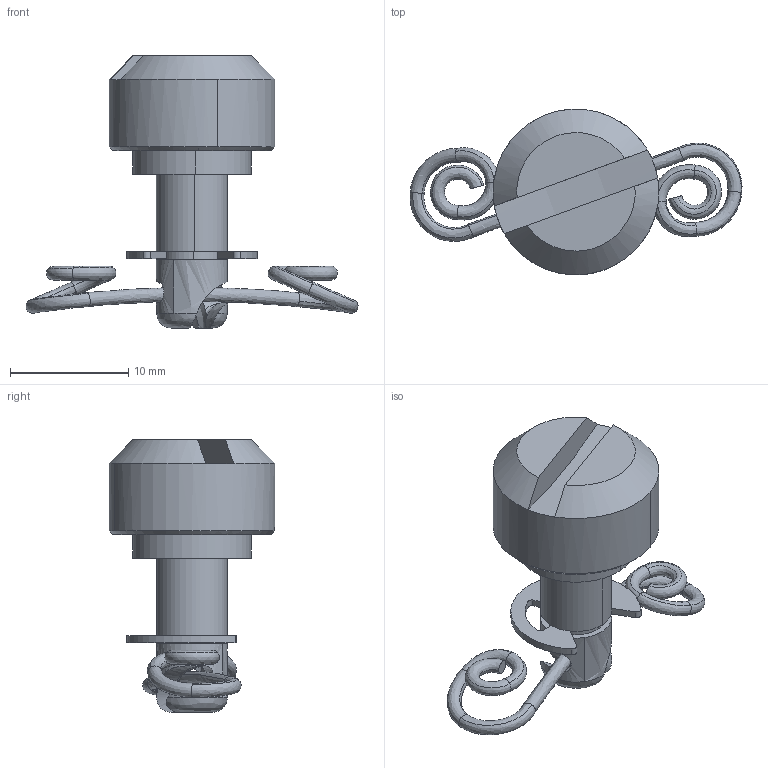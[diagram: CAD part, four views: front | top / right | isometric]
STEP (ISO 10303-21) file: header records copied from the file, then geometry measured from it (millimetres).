
FILE_DESCRIPTION((''),'2;1');
FILE_NAME('','2005-07-15T14:38:59',(''),(''),'','CADfix','');
FILE_SCHEMA(('AUTOMOTIVE_DESIGN'));
Length unit declared in the file: millimetre
Products named in the file (4): retainer; spring; fastener; TL_173_002_19304_36
Assembly tree (3 placements, depth 2):
  TL_173_002_19304_36
    retainer
    spring
    fastener
Bounding box: 28.03 x 13.99 x 23 mm (x, y, z)
Volume: 1637.3 mm3; surface area: 1406.7 mm2
Topology: 3 solids, 3 shells, 86 faces, 253 edges, 177 vertices
Faces by surface type: bspline 86
Entity records: 8635 total; most frequent: CARTESIAN_POINT 7112, ORIENTED_EDGE 506, EDGE_CURVE 253, VERTEX_POINT 177, B_SPLINE_CURVE_WITH_KNOTS 117, EDGE_LOOP 90, FACE_OUTER_BOUND 86, ADVANCED_FACE 86
